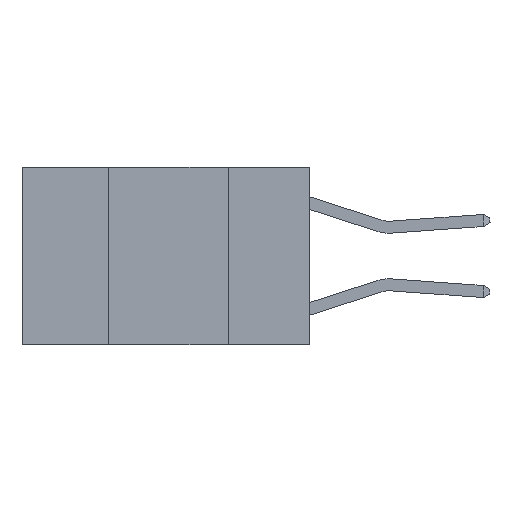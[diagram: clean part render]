
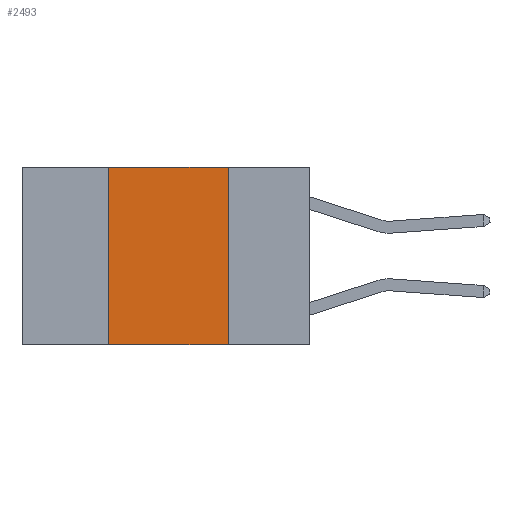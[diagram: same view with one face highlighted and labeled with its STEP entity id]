
A CAD part, left-side view. The second image highlights one B-rep face of the part: STEP entity #2493.
In plain terms, the highlighted planar face has unit normal (-1, 0, 0).
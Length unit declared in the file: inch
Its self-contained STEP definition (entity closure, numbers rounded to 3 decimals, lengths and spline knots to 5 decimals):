
#142 = ORIENTED_EDGE ( 'NONE', *, *, #1401, .T. ) ;
#482 = EDGE_CURVE ( 'NONE', #9135, #15573, #5660, .T. ) ;
#485 = VERTEX_POINT ( 'NONE', #12592 ) ;
#743 = CARTESIAN_POINT ( 'NONE',  ( 0., 0.42, 0. ) ) ;
#756 = DIRECTION ( 'NONE',  ( 0., 0., -1. ) ) ;
#1117 = CARTESIAN_POINT ( 'NONE',  ( 0., 0.17, 0. ) ) ;
#1129 = CARTESIAN_POINT ( 'NONE',  ( 0., 0.17, 0. ) ) ;
#1397 = CARTESIAN_POINT ( 'NONE',  ( 0., 0.6, 0. ) ) ;
#1401 = EDGE_CURVE ( 'NONE', #485, #15573, #5831, .T. ) ;
#1592 = ORIENTED_EDGE ( 'NONE', *, *, #16055, .F. ) ;
#2261 = EDGE_LOOP ( 'NONE', ( #16692, #5998, #1592, #142 ) ) ;
#2357 = VECTOR ( 'NONE', #756, 39.37008 ) ;
#2389 = CARTESIAN_POINT ( 'NONE',  ( 0., 0.6, 0. ) ) ;
#2493 = ADVANCED_FACE ( 'NONE', ( #15584 ), #9150, .F. ) ;
#2703 = VECTOR ( 'NONE', #13558, 39.37008 ) ;
#2906 = DIRECTION ( 'NONE',  ( 0., -1., 0. ) ) ;
#3162 = AXIS2_PLACEMENT_3D ( 'NONE', #2389, #13138, #5306 ) ;
#5306 = DIRECTION ( 'NONE',  ( 0., 0., -1. ) ) ;
#5536 = CARTESIAN_POINT ( 'NONE',  ( 0., 0.6, -0.37 ) ) ;
#5660 = LINE ( 'NONE', #1117, #2357 ) ;
#5831 = LINE ( 'NONE', #5536, #15436 ) ;
#5998 = ORIENTED_EDGE ( 'NONE', *, *, #9900, .F. ) ;
#7348 = VERTEX_POINT ( 'NONE', #743 ) ;
#7690 = CARTESIAN_POINT ( 'NONE',  ( 0., 0.17, -0.37 ) ) ;
#8721 = VECTOR ( 'NONE', #2906, 39.37008 ) ;
#9135 = VERTEX_POINT ( 'NONE', #1129 ) ;
#9150 = PLANE ( 'NONE',  #3162 ) ;
#9900 = EDGE_CURVE ( 'NONE', #7348, #9135, #13872, .T. ) ;
#12257 = CARTESIAN_POINT ( 'NONE',  ( 0., 0.42, 0. ) ) ;
#12592 = CARTESIAN_POINT ( 'NONE',  ( 0., 0.42, -0.37 ) ) ;
#13138 = DIRECTION ( 'NONE',  ( 1., 0., 0. ) ) ;
#13320 = LINE ( 'NONE', #12257, #2703 ) ;
#13558 = DIRECTION ( 'NONE',  ( 0., 0., 1. ) ) ;
#13872 = LINE ( 'NONE', #1397, #8721 ) ;
#15436 = VECTOR ( 'NONE', #15950, 39.37008 ) ;
#15573 = VERTEX_POINT ( 'NONE', #7690 ) ;
#15584 = FACE_OUTER_BOUND ( 'NONE', #2261, .T. ) ;
#15950 = DIRECTION ( 'NONE',  ( 0., -1., 0. ) ) ;
#16055 = EDGE_CURVE ( 'NONE', #485, #7348, #13320, .T. ) ;
#16692 = ORIENTED_EDGE ( 'NONE', *, *, #482, .F. ) ;
